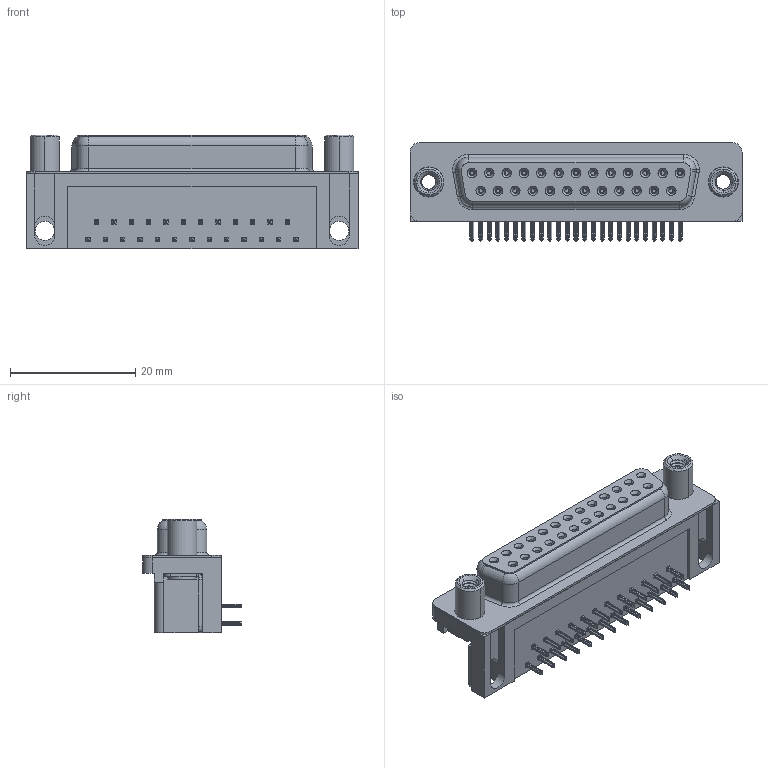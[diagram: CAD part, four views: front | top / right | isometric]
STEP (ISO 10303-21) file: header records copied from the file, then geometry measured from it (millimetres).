
FILE_DESCRIPTION (( 'STEP AP203' ), '1' );
FILE_NAME ('622-025-660-010.STEP', '2019-11-20T04:25:58', ( '' ), ( '' ), 'SwSTEP 2.0', 'SolidWorks 2016', '' );
FILE_SCHEMA (( 'CONFIG_CONTROL_DESIGN' ));
Length unit declared in the file: millimetre
Products named in the file (7): 622 Housing_25 Socket; 622 Contact Top; 622-025-660-010; 622 Round Threaded Standoff; 622 Socket Bottom; 622 Thru Hole Board Mount; 622 Shell_25 Socket
Assembly tree (31 placements, depth 2):
  622-025-660-010
    622 Housing_25 Socket
    622 Shell_25 Socket
    622 Socket Bottom  x12
    622 Contact Top  x13
    622 Thru Hole Board Mount  x2
    622 Round Threaded Standoff  x2
Bounding box: 53.04 x 15.73 x 18.2 mm (x, y, z)
Volume: 7691.3 mm3; surface area: 9626.9 mm2
Topology: 31 solids, 31 shells, 3844 faces, 10104 edges, 6340 vertices
Faces by surface type: plane 1714, cylinder 928, bspline 868, cone 312, torus 22
Entity records: 31052 total; most frequent: CARTESIAN_POINT 9903, ORIENTED_EDGE 4210, DIRECTION 3826, EDGE_CURVE 2105, VECTOR 1358, LINE 1358, VERTEX_POINT 1346, AXIS2_PLACEMENT_3D 1234
